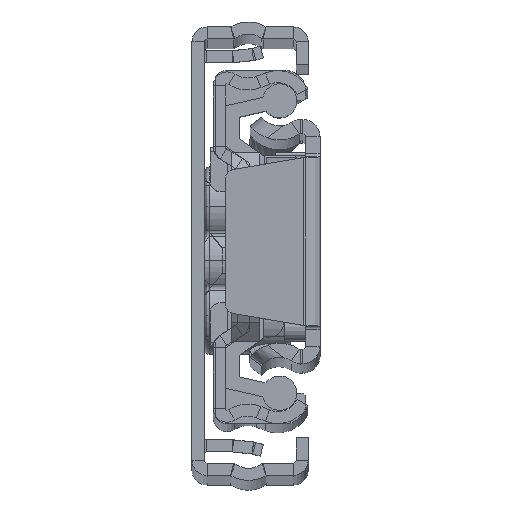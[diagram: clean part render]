
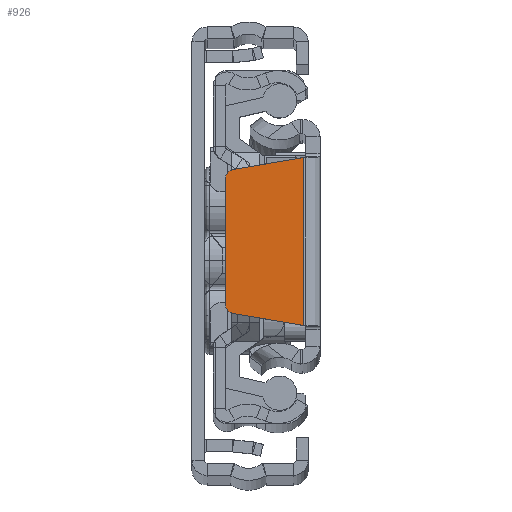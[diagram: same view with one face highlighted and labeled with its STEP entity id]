
A CAD part, top view. The second image highlights one B-rep face of the part: STEP entity #926.
In plain terms, the highlighted planar face has unit normal (0, 0, 1).
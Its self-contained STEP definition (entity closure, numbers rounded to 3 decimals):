
#218 = VECTOR ( 'NONE', #7187, 1000. ) ;
#246 = CARTESIAN_POINT ( 'NONE',  ( -8.4, -6.156, 0. ) ) ;
#300 = AXIS2_PLACEMENT_3D ( 'NONE', #21329, #2869, #12663 ) ;
#331 = CARTESIAN_POINT ( 'NONE',  ( -8.4, 6.156, 0. ) ) ;
#346 = EDGE_CURVE ( 'NONE', #12938, #7264, #8504, .T. ) ;
#743 = PLANE ( 'NONE',  #300 ) ;
#926 = ADVANCED_FACE ( 'NONE', ( #7649 ), #743, .F. ) ;
#2562 = EDGE_CURVE ( 'NONE', #7264, #10229, #9975, .T. ) ;
#2778 = ORIENTED_EDGE ( 'NONE', *, *, #2562, .F. ) ;
#2869 = DIRECTION ( 'NONE',  ( 0., 0., -1. ) ) ;
#3279 = DIRECTION ( 'NONE',  ( 0.986, 0.168, 0. ) ) ;
#3739 = LINE ( 'NONE', #15647, #218 ) ;
#4006 = DIRECTION ( 'NONE',  ( 0., 0., -1. ) ) ;
#4490 = CARTESIAN_POINT ( 'NONE',  ( -8.568, -7.142, 0. ) ) ;
#4907 = ORIENTED_EDGE ( 'NONE', *, *, #346, .F. ) ;
#5243 = DIRECTION ( 'NONE',  ( 0., 0., -1. ) ) ;
#7187 = DIRECTION ( 'NONE',  ( 0., -1., 0. ) ) ;
#7264 = VERTEX_POINT ( 'NONE', #11526 ) ;
#7649 = FACE_OUTER_BOUND ( 'NONE', #15302, .T. ) ;
#7668 = VERTEX_POINT ( 'NONE', #19592 ) ;
#7689 = CARTESIAN_POINT ( 'NONE',  ( -1.6, 8.333, 0. ) ) ;
#7908 = LINE ( 'NONE', #14809, #10964 ) ;
#8351 = ORIENTED_EDGE ( 'NONE', *, *, #20457, .F. ) ;
#8504 = CIRCLE ( 'NONE', #10293, 1. ) ;
#9228 = CARTESIAN_POINT ( 'NONE',  ( -1.6, -8.333, 0. ) ) ;
#9298 = EDGE_CURVE ( 'NONE', #7668, #12938, #7908, .T. ) ;
#9441 = CARTESIAN_POINT ( 'NONE',  ( -9.4, 6.156, 0. ) ) ;
#9493 = VERTEX_POINT ( 'NONE', #9228 ) ;
#9975 = LINE ( 'NONE', #16740, #11812 ) ;
#10229 = VERTEX_POINT ( 'NONE', #7689 ) ;
#10292 = VECTOR ( 'NONE', #19172, 1000. ) ;
#10293 = AXIS2_PLACEMENT_3D ( 'NONE', #331, #4006, #13924 ) ;
#10601 = DIRECTION ( 'NONE',  ( -1., 0., 0. ) ) ;
#10864 = LINE ( 'NONE', #12533, #10292 ) ;
#10964 = VECTOR ( 'NONE', #11583, 1000. ) ;
#11526 = CARTESIAN_POINT ( 'NONE',  ( -8.568, 7.142, 0. ) ) ;
#11583 = DIRECTION ( 'NONE',  ( 0., 1., 0. ) ) ;
#11812 = VECTOR ( 'NONE', #3279, 1000. ) ;
#12197 = CIRCLE ( 'NONE', #14325, 1. ) ;
#12533 = CARTESIAN_POINT ( 'NONE',  ( -8.568, -7.142, 0. ) ) ;
#12663 = DIRECTION ( 'NONE',  ( -1., 0., 0. ) ) ;
#12938 = VERTEX_POINT ( 'NONE', #9441 ) ;
#13924 = DIRECTION ( 'NONE',  ( -1., 0., 0. ) ) ;
#14325 = AXIS2_PLACEMENT_3D ( 'NONE', #246, #5243, #10601 ) ;
#14686 = ORIENTED_EDGE ( 'NONE', *, *, #16835, .F. ) ;
#14809 = CARTESIAN_POINT ( 'NONE',  ( -9.4, 6.156, 0. ) ) ;
#15280 = EDGE_CURVE ( 'NONE', #9493, #21431, #10864, .T. ) ;
#15302 = EDGE_LOOP ( 'NONE', ( #14686, #2778, #4907, #16044, #8351, #21692 ) ) ;
#15647 = CARTESIAN_POINT ( 'NONE',  ( -1.6, -8.333, 0. ) ) ;
#16044 = ORIENTED_EDGE ( 'NONE', *, *, #9298, .F. ) ;
#16740 = CARTESIAN_POINT ( 'NONE',  ( -1.5, 8.35, 0. ) ) ;
#16835 = EDGE_CURVE ( 'NONE', #10229, #9493, #3739, .T. ) ;
#19172 = DIRECTION ( 'NONE',  ( -0.986, 0.168, 0. ) ) ;
#19592 = CARTESIAN_POINT ( 'NONE',  ( -9.4, -6.156, 0. ) ) ;
#20457 = EDGE_CURVE ( 'NONE', #21431, #7668, #12197, .T. ) ;
#21329 = CARTESIAN_POINT ( 'NONE',  ( -8.4, 6.156, 0. ) ) ;
#21431 = VERTEX_POINT ( 'NONE', #4490 ) ;
#21692 = ORIENTED_EDGE ( 'NONE', *, *, #15280, .F. ) ;
